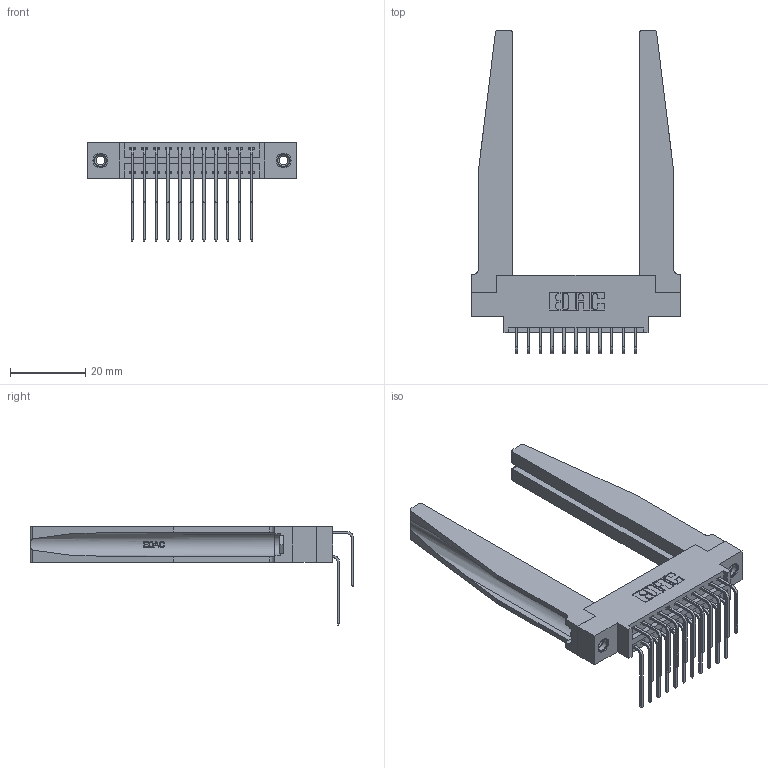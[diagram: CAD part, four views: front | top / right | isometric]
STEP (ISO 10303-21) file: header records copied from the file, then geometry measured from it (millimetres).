
FILE_DESCRIPTION (( 'STEP AP203' ), '1' );
FILE_NAME ('346-022-559-878.STEP', '2022-05-18T22:19:16', ( '' ), ( '' ), 'SwSTEP 2.0', 'SolidWorks 2020', '' );
FILE_SCHEMA (( 'CONFIG_CONTROL_DESIGN' ));
Length unit declared in the file: inch
Products named in the file (6): 345-292-001_559 Tail - 2; 346 Part_0.170 Offset - 0.156 Dia-TH; 345-292-001_558 559 Tail - 1; 345-250-001_345-250-001-102; 346-220-078_345-220-078; 346-022-559-878
Assembly tree (27 placements, depth 2):
  346-022-559-878
    346 Part_0.170 Offset - 0.156 Dia-TH
    345-292-001_558 559 Tail - 1  x11
    345-292-001_559 Tail - 2  x11
    346-220-078_345-220-078  x2
    345-250-001_345-250-001-102  x2
Bounding box: 55.5 x 86.17 x 26.16 mm (x, y, z)
Volume: 12034.1 mm3; surface area: 13918.3 mm2
Topology: 27 solids, 27 shells, 1562 faces, 4527 edges, 2978 vertices
Faces by surface type: plane 1050, cylinder 460, bspline 36, cone 12, torus 4
Entity records: 18432 total; most frequent: CARTESIAN_POINT 4076, ORIENTED_EDGE 2846, DIRECTION 2601, EDGE_CURVE 1423, VECTOR 1113, LINE 1113, VERTEX_POINT 940, AXIS2_PLACEMENT_3D 744
